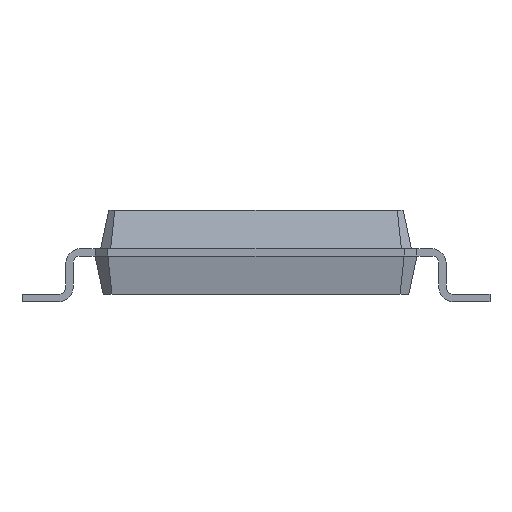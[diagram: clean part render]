
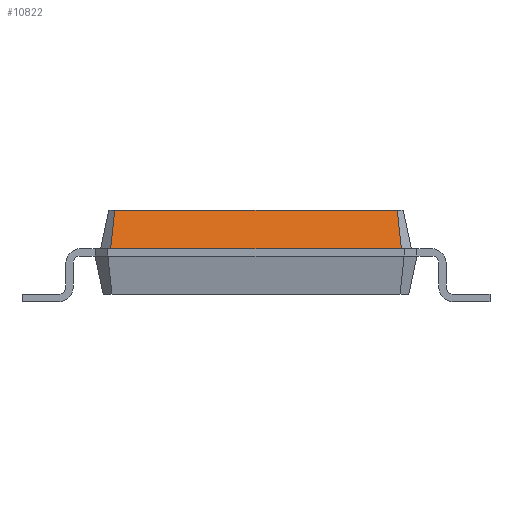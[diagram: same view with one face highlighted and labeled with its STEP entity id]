
A CAD part, left-side view. The second image highlights one B-rep face of the part: STEP entity #10822.
In plain terms, the highlighted free-form (B-spline) face has degree [1, 1] with [2, 2] control points.
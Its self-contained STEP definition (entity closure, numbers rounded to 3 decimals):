
#3546 = B_SPLINE_SURFACE_WITH_KNOTS('',1,1,(
    (#3547,#3548)
    ,(#3549,#3550
    )),.UNSPECIFIED.,.F.,.F.,.F.,(2,2),(2,2),(0.,0.194),(0.,1.)
  ,.PIECEWISE_BEZIER_KNOTS.);
#3547 = CARTESIAN_POINT('',(-2.288,-2.125,0.725));
#3548 = CARTESIAN_POINT('',(-2.232,-2.013,1.25));
#3549 = CARTESIAN_POINT('',(-2.425,-1.988,0.725));
#3550 = CARTESIAN_POINT('',(-2.313,-1.932,1.25));
#3573 = PLANE('',#3574);
#3574 = AXIS2_PLACEMENT_3D('',#3575,#3576,#3577);
#3575 = CARTESIAN_POINT('',(-2.313,-1.932,1.25));
#3576 = DIRECTION('',(0.,0.,1.));
#3577 = DIRECTION('',(0.768,0.641,0.));
#8013 = EDGE_CURVE('',#8014,#8016,#8018,.T.);
#8014 = VERTEX_POINT('',#8015);
#8015 = CARTESIAN_POINT('',(-2.313,-1.932,1.25));
#8016 = VERTEX_POINT('',#8017);
#8017 = CARTESIAN_POINT('',(-2.313,1.932,1.25));
#8018 = SURFACE_CURVE('',#8019,(#8023,#8030),.PCURVE_S1.);
#8019 = LINE('',#8020,#8021);
#8020 = CARTESIAN_POINT('',(-2.313,-1.932,1.25));
#8021 = VECTOR('',#8022,1.);
#8022 = DIRECTION('',(0.,1.,0.));
#8023 = PCURVE('',#3573,#8024);
#8024 = DEFINITIONAL_REPRESENTATION('',(#8025),#8029);
#8025 = LINE('',#8026,#8027);
#8026 = CARTESIAN_POINT('',(0.,0.));
#8027 = VECTOR('',#8028,1.);
#8028 = DIRECTION('',(0.641,0.768));
#8029 = ( GEOMETRIC_REPRESENTATION_CONTEXT(2) 
PARAMETRIC_REPRESENTATION_CONTEXT() REPRESENTATION_CONTEXT('2D SPACE',''
  ) );
#8030 = PCURVE('',#8031,#8036);
#8031 = B_SPLINE_SURFACE_WITH_KNOTS('',1,1,(
    (#8032,#8033)
    ,(#8034,#8035
    )),.UNSPECIFIED.,.F.,.F.,.F.,(2,2),(2,2),(0.,3.975),(0.,1.),
  .PIECEWISE_BEZIER_KNOTS.);
#8032 = CARTESIAN_POINT('',(-2.425,-1.988,0.725));
#8033 = CARTESIAN_POINT('',(-2.313,-1.932,1.25));
#8034 = CARTESIAN_POINT('',(-2.425,1.988,0.725));
#8035 = CARTESIAN_POINT('',(-2.313,1.932,1.25));
#8036 = DEFINITIONAL_REPRESENTATION('',(#8037),#8040);
#8037 = B_SPLINE_CURVE_WITH_KNOTS('',1,(#8038,#8039),.UNSPECIFIED.,.F.,
  .F.,(2,2),(0.,3.863),.PIECEWISE_BEZIER_KNOTS.);
#8038 = CARTESIAN_POINT('',(0.,1.));
#8039 = CARTESIAN_POINT('',(3.975,1.));
#8040 = ( GEOMETRIC_REPRESENTATION_CONTEXT(2) 
PARAMETRIC_REPRESENTATION_CONTEXT() REPRESENTATION_CONTEXT('2D SPACE',''
  ) );
#8154 = B_SPLINE_SURFACE_WITH_KNOTS('',1,1,(
    (#8155,#8156)
    ,(#8157,#8158
    )),.UNSPECIFIED.,.F.,.F.,.F.,(2,2),(2,2),(0.,0.194),(0.,1.)
  ,.PIECEWISE_BEZIER_KNOTS.);
#8155 = CARTESIAN_POINT('',(-2.425,1.988,0.725));
#8156 = CARTESIAN_POINT('',(-2.313,1.932,1.25));
#8157 = CARTESIAN_POINT('',(-2.288,2.125,0.725));
#8158 = CARTESIAN_POINT('',(-2.232,2.013,1.25));
#8200 = VERTEX_POINT('',#8201);
#8201 = CARTESIAN_POINT('',(-2.425,-1.988,0.725));
#8221 = EDGE_CURVE('',#8200,#8014,#8222,.T.);
#8222 = SURFACE_CURVE('',#8223,(#8226,#8233),.PCURVE_S1.);
#8223 = B_SPLINE_CURVE_WITH_KNOTS('',1,(#8224,#8225),.UNSPECIFIED.,.F.,
  .F.,(2,2),(0.,1.),.PIECEWISE_BEZIER_KNOTS.);
#8224 = CARTESIAN_POINT('',(-2.425,-1.988,0.725));
#8225 = CARTESIAN_POINT('',(-2.313,-1.932,1.25));
#8226 = PCURVE('',#3546,#8227);
#8227 = DEFINITIONAL_REPRESENTATION('',(#8228),#8232);
#8228 = LINE('',#8229,#8230);
#8229 = CARTESIAN_POINT('',(0.194,0.));
#8230 = VECTOR('',#8231,1.);
#8231 = DIRECTION('',(0.,1.));
#8232 = ( GEOMETRIC_REPRESENTATION_CONTEXT(2) 
PARAMETRIC_REPRESENTATION_CONTEXT() REPRESENTATION_CONTEXT('2D SPACE',''
  ) );
#8233 = PCURVE('',#8031,#8234);
#8234 = DEFINITIONAL_REPRESENTATION('',(#8235),#8239);
#8235 = LINE('',#8236,#8237);
#8236 = CARTESIAN_POINT('',(0.,0.));
#8237 = VECTOR('',#8238,1.);
#8238 = DIRECTION('',(0.,1.));
#8239 = ( GEOMETRIC_REPRESENTATION_CONTEXT(2) 
PARAMETRIC_REPRESENTATION_CONTEXT() REPRESENTATION_CONTEXT('2D SPACE',''
  ) );
#8622 = B_SPLINE_SURFACE_WITH_KNOTS('',1,1,(
    (#8623,#8624)
    ,(#8625,#8626
    )),.UNSPECIFIED.,.F.,.F.,.F.,(2,2),(2,2),(0.,4.05),(0.,1.),
  .PIECEWISE_BEZIER_KNOTS.);
#8623 = CARTESIAN_POINT('',(-2.5,-2.025,0.725));
#8624 = CARTESIAN_POINT('',(-2.425,-1.988,0.725));
#8625 = CARTESIAN_POINT('',(-2.5,2.025,0.725));
#8626 = CARTESIAN_POINT('',(-2.425,1.988,0.725));
#10822 = ADVANCED_FACE('',(#10823),#8031,.F.);
#10823 = FACE_BOUND('',#10824,.F.);
#10824 = EDGE_LOOP('',(#10825,#10847,#10867,#10868));
#10825 = ORIENTED_EDGE('',*,*,#10826,.T.);
#10826 = EDGE_CURVE('',#8200,#10827,#10829,.T.);
#10827 = VERTEX_POINT('',#10828);
#10828 = CARTESIAN_POINT('',(-2.425,1.988,0.725));
#10829 = SURFACE_CURVE('',#10830,(#10834,#10841),.PCURVE_S1.);
#10830 = LINE('',#10831,#10832);
#10831 = CARTESIAN_POINT('',(-2.425,-1.988,0.725));
#10832 = VECTOR('',#10833,1.);
#10833 = DIRECTION('',(0.,1.,0.));
#10834 = PCURVE('',#8031,#10835);
#10835 = DEFINITIONAL_REPRESENTATION('',(#10836),#10840);
#10836 = LINE('',#10837,#10838);
#10837 = CARTESIAN_POINT('',(0.,0.));
#10838 = VECTOR('',#10839,1.);
#10839 = DIRECTION('',(1.,0.));
#10840 = ( GEOMETRIC_REPRESENTATION_CONTEXT(2) 
PARAMETRIC_REPRESENTATION_CONTEXT() REPRESENTATION_CONTEXT('2D SPACE',''
  ) );
#10841 = PCURVE('',#8622,#10842);
#10842 = DEFINITIONAL_REPRESENTATION('',(#10843),#10846);
#10843 = B_SPLINE_CURVE_WITH_KNOTS('',1,(#10844,#10845),.UNSPECIFIED.,
  .F.,.F.,(2,2),(0.,3.975),.PIECEWISE_BEZIER_KNOTS.);
#10844 = CARTESIAN_POINT('',(0.,1.));
#10845 = CARTESIAN_POINT('',(4.05,1.));
#10846 = ( GEOMETRIC_REPRESENTATION_CONTEXT(2) 
PARAMETRIC_REPRESENTATION_CONTEXT() REPRESENTATION_CONTEXT('2D SPACE',''
  ) );
#10847 = ORIENTED_EDGE('',*,*,#10848,.T.);
#10848 = EDGE_CURVE('',#10827,#8016,#10849,.T.);
#10849 = SURFACE_CURVE('',#10850,(#10853,#10860),.PCURVE_S1.);
#10850 = B_SPLINE_CURVE_WITH_KNOTS('',1,(#10851,#10852),.UNSPECIFIED.,
  .F.,.F.,(2,2),(0.,1.),.PIECEWISE_BEZIER_KNOTS.);
#10851 = CARTESIAN_POINT('',(-2.425,1.988,0.725));
#10852 = CARTESIAN_POINT('',(-2.313,1.932,1.25));
#10853 = PCURVE('',#8031,#10854);
#10854 = DEFINITIONAL_REPRESENTATION('',(#10855),#10859);
#10855 = LINE('',#10856,#10857);
#10856 = CARTESIAN_POINT('',(3.975,0.));
#10857 = VECTOR('',#10858,1.);
#10858 = DIRECTION('',(0.,1.));
#10859 = ( GEOMETRIC_REPRESENTATION_CONTEXT(2) 
PARAMETRIC_REPRESENTATION_CONTEXT() REPRESENTATION_CONTEXT('2D SPACE',''
  ) );
#10860 = PCURVE('',#8154,#10861);
#10861 = DEFINITIONAL_REPRESENTATION('',(#10862),#10866);
#10862 = LINE('',#10863,#10864);
#10863 = CARTESIAN_POINT('',(0.,0.));
#10864 = VECTOR('',#10865,1.);
#10865 = DIRECTION('',(0.,1.));
#10866 = ( GEOMETRIC_REPRESENTATION_CONTEXT(2) 
PARAMETRIC_REPRESENTATION_CONTEXT() REPRESENTATION_CONTEXT('2D SPACE',''
  ) );
#10867 = ORIENTED_EDGE('',*,*,#8013,.F.);
#10868 = ORIENTED_EDGE('',*,*,#8221,.F.);
